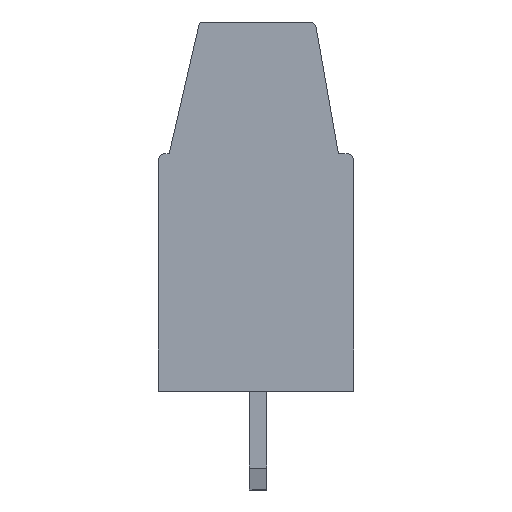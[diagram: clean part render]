
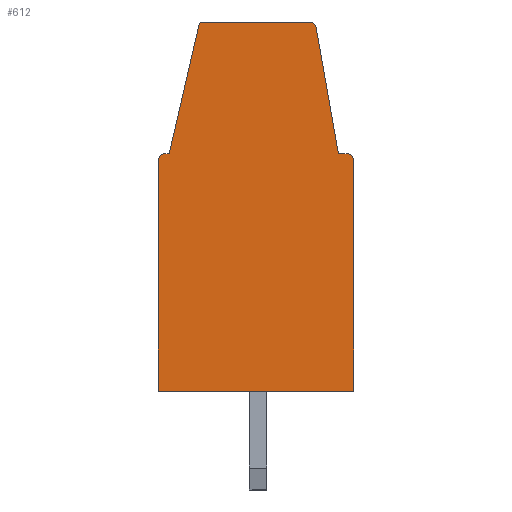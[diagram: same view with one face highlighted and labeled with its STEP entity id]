
A CAD part, left-side view. The second image highlights one B-rep face of the part: STEP entity #612.
In plain terms, the highlighted planar face has unit normal (-1, 0, 0).
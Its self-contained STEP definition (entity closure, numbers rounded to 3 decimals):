
#612 = ADVANCED_FACE( '', ( #1486 ), #1487, .T. );
#1486 = FACE_OUTER_BOUND( '', #2637, .T. );
#1487 = PLANE( '', #2638 );
#2637 = EDGE_LOOP( '', ( #4444, #4445, #4446, #4447, #4448, #4449, #4450, #4451, #4452, #4453, #4454, #4455 ) );
#2638 = AXIS2_PLACEMENT_3D( '', #4456, #4457, #4458 );
#4444 = ORIENTED_EDGE( '', *, *, #7022, .T. );
#4445 = ORIENTED_EDGE( '', *, *, #7023, .T. );
#4446 = ORIENTED_EDGE( '', *, *, #7024, .F. );
#4447 = ORIENTED_EDGE( '', *, *, #7025, .T. );
#4448 = ORIENTED_EDGE( '', *, *, #7026, .T. );
#4449 = ORIENTED_EDGE( '', *, *, #7027, .T. );
#4450 = ORIENTED_EDGE( '', *, *, #6895, .T. );
#4451 = ORIENTED_EDGE( '', *, *, #6670, .T. );
#4452 = ORIENTED_EDGE( '', *, *, #6557, .T. );
#4453 = ORIENTED_EDGE( '', *, *, #7028, .T. );
#4454 = ORIENTED_EDGE( '', *, *, #7029, .T. );
#4455 = ORIENTED_EDGE( '', *, *, #7030, .T. );
#4456 = CARTESIAN_POINT( '', ( 174.737, 159.598, 0. ) );
#4457 = DIRECTION( '', ( -1., 0., 0. ) );
#4458 = DIRECTION( '', ( 0., -1., 0. ) );
#6557 = EDGE_CURVE( '', #7827, #7825, #7828, .T. );
#6670 = EDGE_CURVE( '', #8029, #7827, #8030, .T. );
#6895 = EDGE_CURVE( '', #8401, #8029, #8402, .T. );
#7022 = EDGE_CURVE( '', #8594, #8595, #8596, .T. );
#7023 = EDGE_CURVE( '', #8595, #8597, #8598, .T. );
#7024 = EDGE_CURVE( '', #8599, #8597, #8600, .T. );
#7025 = EDGE_CURVE( '', #8599, #8601, #8602, .T. );
#7026 = EDGE_CURVE( '', #8601, #8603, #8604, .T. );
#7027 = EDGE_CURVE( '', #8603, #8401, #8605, .T. );
#7028 = EDGE_CURVE( '', #7825, #8606, #8607, .T. );
#7029 = EDGE_CURVE( '', #8606, #8608, #8609, .T. );
#7030 = EDGE_CURVE( '', #8608, #8594, #8610, .T. );
#7825 = VERTEX_POINT( '', #9649 );
#7827 = VERTEX_POINT( '', #9652 );
#7828 = CIRCLE( '', #9653, 0.2 );
#8029 = VERTEX_POINT( '', #9939 );
#8030 = LINE( '', #9940, #9941 );
#8401 = VERTEX_POINT( '', #10446 );
#8402 = CIRCLE( '', #10447, 0.3 );
#8594 = VERTEX_POINT( '', #10708 );
#8595 = VERTEX_POINT( '', #10709 );
#8596 = LINE( '', #10710, #10711 );
#8597 = VERTEX_POINT( '', #10712 );
#8598 = LINE( '', #10713, #10714 );
#8599 = VERTEX_POINT( '', #10715 );
#8600 = LINE( '', #10716, #10717 );
#8601 = VERTEX_POINT( '', #10718 );
#8602 = CIRCLE( '', #10719, 0.3 );
#8603 = VERTEX_POINT( '', #10720 );
#8604 = LINE( '', #10721, #10722 );
#8605 = LINE( '', #10723, #10724 );
#8606 = VERTEX_POINT( '', #10725 );
#8607 = LINE( '', #10726, #10727 );
#8608 = VERTEX_POINT( '', #10728 );
#8609 = LINE( '', #10729, #10730 );
#8610 = CIRCLE( '', #10731, 0.3 );
#9649 = CARTESIAN_POINT( '', ( 174.737, 159.199, 16.645 ) );
#9652 = CARTESIAN_POINT( '', ( 174.737, 159.004, 16.8 ) );
#9653 = AXIS2_PLACEMENT_3D( '', #11883, #11884, #11885 );
#9939 = CARTESIAN_POINT( '', ( 174.737, 154.158, 16.8 ) );
#9940 = CARTESIAN_POINT( '', ( 174.737, 159.004, 16.8 ) );
#9941 = VECTOR( '', #12031, 1000. );
#10446 = CARTESIAN_POINT( '', ( 174.737, 153.863, 16.552 ) );
#10447 = AXIS2_PLACEMENT_3D( '', #12285, #12286, #12287 );
#10708 = CARTESIAN_POINT( '', ( 174.737, 161.048, 10.5 ) );
#10709 = CARTESIAN_POINT( '', ( 174.737, 161.048, 0. ) );
#10710 = CARTESIAN_POINT( '', ( 174.737, 161.048, 0. ) );
#10711 = VECTOR( '', #12425, 1000. );
#10712 = CARTESIAN_POINT( '', ( 174.737, 152.148, 0. ) );
#10713 = CARTESIAN_POINT( '', ( 174.737, 159.818, 0. ) );
#10714 = VECTOR( '', #12426, 1000. );
#10715 = CARTESIAN_POINT( '', ( 174.737, 152.148, 10.5 ) );
#10716 = CARTESIAN_POINT( '', ( 174.737, 152.148, 5.1 ) );
#10717 = VECTOR( '', #12427, 1000. );
#10718 = CARTESIAN_POINT( '', ( 174.737, 152.448, 10.8 ) );
#10719 = AXIS2_PLACEMENT_3D( '', #12428, #12429, #12430 );
#10720 = CARTESIAN_POINT( '', ( 174.737, 152.848, 10.8 ) );
#10721 = CARTESIAN_POINT( '', ( 174.737, 152.848, 10.8 ) );
#10722 = VECTOR( '', #12431, 1000. );
#10723 = CARTESIAN_POINT( '', ( 174.737, 153.863, 16.552 ) );
#10724 = VECTOR( '', #12432, 1000. );
#10725 = CARTESIAN_POINT( '', ( 174.737, 160.548, 10.8 ) );
#10726 = CARTESIAN_POINT( '', ( 174.737, 160.548, 10.8 ) );
#10727 = VECTOR( '', #12433, 1000. );
#10728 = CARTESIAN_POINT( '', ( 174.737, 160.748, 10.8 ) );
#10729 = CARTESIAN_POINT( '', ( 174.737, 160.748, 10.8 ) );
#10730 = VECTOR( '', #12434, 1000. );
#10731 = AXIS2_PLACEMENT_3D( '', #12435, #12436, #12437 );
#11883 = CARTESIAN_POINT( '', ( 174.737, 159.004, 16.6 ) );
#11884 = DIRECTION( '', ( -1., 0., 0. ) );
#11885 = DIRECTION( '', ( 0., 0., 1. ) );
#12031 = DIRECTION( '', ( 0., 1., 0. ) );
#12285 = CARTESIAN_POINT( '', ( 174.737, 154.158, 16.5 ) );
#12286 = DIRECTION( '', ( -1., 0., 0. ) );
#12287 = DIRECTION( '', ( 0., 0., 1. ) );
#12425 = DIRECTION( '', ( 0., 0., -1. ) );
#12426 = DIRECTION( '', ( 0., -1., 0. ) );
#12427 = DIRECTION( '', ( 0., 0., -1. ) );
#12428 = CARTESIAN_POINT( '', ( 174.737, 152.448, 10.5 ) );
#12429 = DIRECTION( '', ( -1., 0., 0. ) );
#12430 = DIRECTION( '', ( 0., 0., 1. ) );
#12431 = DIRECTION( '', ( 0., 1., 0. ) );
#12432 = DIRECTION( '', ( 0., 0.174, 0.985 ) );
#12433 = DIRECTION( '', ( 0., 0.225, -0.974 ) );
#12434 = DIRECTION( '', ( 0., 1., 0. ) );
#12435 = CARTESIAN_POINT( '', ( 174.737, 160.748, 10.5 ) );
#12436 = DIRECTION( '', ( -1., 0., 0. ) );
#12437 = DIRECTION( '', ( 0., 0., 1. ) );
